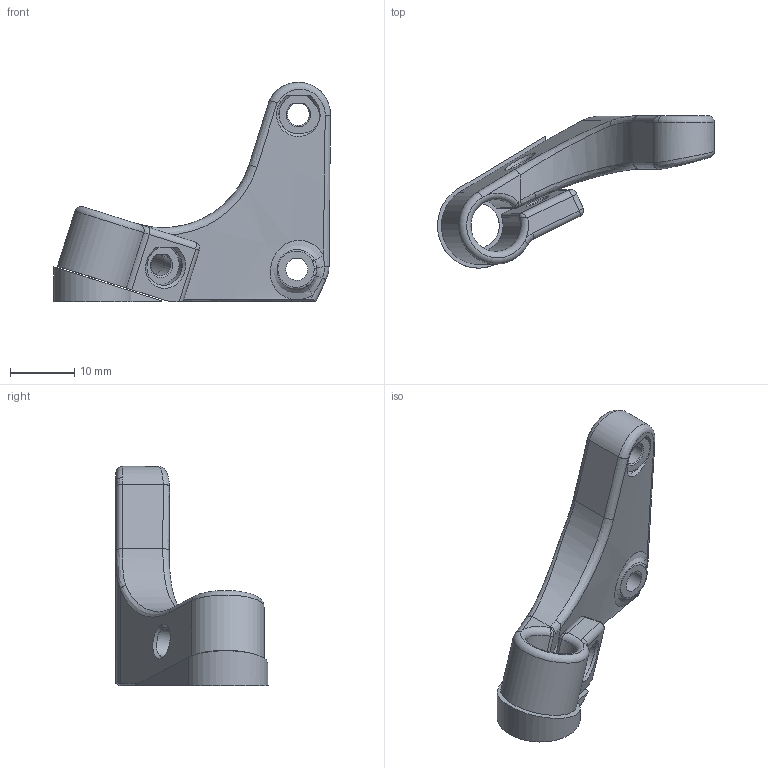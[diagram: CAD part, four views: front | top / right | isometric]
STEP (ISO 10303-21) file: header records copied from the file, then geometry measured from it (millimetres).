
FILE_DESCRIPTION(/* description */ (''),/* implementation_level */ '2;1');
FILE_NAME(/* name */ 'superpinda_bracket.step',/* time_stamp */ '2025-07-30T19:28:21+02:00',/* author */ (''),/* organization */ (''),/* preprocessor_version */ 'ST-DEVELOPER v20.1',/* originating_system */ 'Autodesk Translation Framework v14.10.0.0',/* authorisation */ '');
FILE_SCHEMA (('AUTOMOTIVE_DESIGN { 1 0 10303 214 3 1 1 }'));
Length unit declared in the file: millimetre
Products named in the file (1): superpinda_mount
Bounding box: 42.99 x 23.6 x 34.04 mm (x, y, z)
Volume: 5602.3 mm3; surface area: 3730.7 mm2
Topology: 2 solids, 2 shells, 132 faces, 328 edges, 199 vertices
Faces by surface type: plane 56, bspline 37, cylinder 26, cone 6, torus 5, sphere 2
Full cylindrical faces by diameter (mm): 4.6 x1
Entity records: 5453 total; most frequent: CARTESIAN_POINT 2506, ORIENTED_EDGE 652, DIRECTION 507, EDGE_CURVE 326, VERTEX_POINT 199, AXIS2_PLACEMENT_3D 174, LINE 159, VECTOR 159
